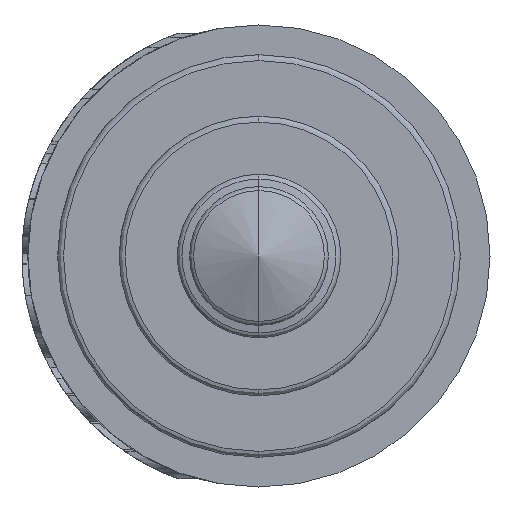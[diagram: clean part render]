
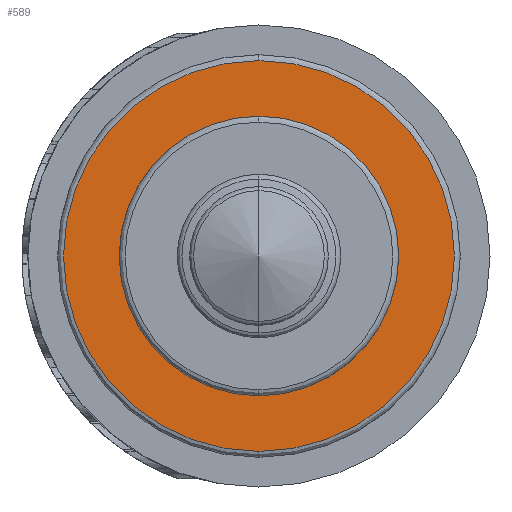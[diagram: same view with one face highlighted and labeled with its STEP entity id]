
A CAD part, left-side view. The second image highlights one B-rep face of the part: STEP entity #589.
In plain terms, the highlighted face is planar.
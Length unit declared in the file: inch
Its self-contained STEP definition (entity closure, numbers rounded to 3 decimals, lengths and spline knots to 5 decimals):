
#66 = EDGE_CURVE ( 'NONE', #121, #154, #1950, .T. ) ;
#121 = VERTEX_POINT ( 'NONE', #2133 ) ;
#154 = VERTEX_POINT ( 'NONE', #2008 ) ;
#422 = VERTEX_POINT ( 'NONE', #2816 ) ;
#438 = EDGE_CURVE ( 'NONE', #422, #481, #2686, .T. ) ;
#481 = VERTEX_POINT ( 'NONE', #2673 ) ;
#578 = ORIENTED_EDGE ( 'NONE', *, *, #591, .T. ) ;
#580 = EDGE_CURVE ( 'NONE', #154, #121, #3135, .T. ) ;
#583 = ORIENTED_EDGE ( 'NONE', *, *, #580, .F. ) ;
#585 = ORIENTED_EDGE ( 'NONE', *, *, #438, .T. ) ;
#588 = ORIENTED_EDGE ( 'NONE', *, *, #66, .F. ) ;
#589 = ADVANCED_FACE ( 'NONE', ( #3197, #3194 ), #3102, .F. ) ;
#590 = EDGE_LOOP ( 'NONE', ( #578, #585 ) ) ;
#591 = EDGE_CURVE ( 'NONE', #481, #422, #3094, .T. ) ;
#659 = EDGE_LOOP ( 'NONE', ( #583, #588 ) ) ;
#1944 = DIRECTION ( 'NONE',  ( -1., 0., 0. ) ) ;
#1945 = DIRECTION ( 'NONE',  ( 0., 0., 1. ) ) ;
#1946 = CARTESIAN_POINT ( 'NONE',  ( 0., 0., 0. ) ) ;
#1947 = AXIS2_PLACEMENT_3D ( 'NONE', #1946, #1945, #1944 ) ;
#1950 = CIRCLE ( 'NONE', #1947, 0.118 ) ;
#2008 = CARTESIAN_POINT ( 'NONE',  ( -0.118, 0., 0. ) ) ;
#2133 = CARTESIAN_POINT ( 'NONE',  ( 0.118, 0., 0. ) ) ;
#2673 = CARTESIAN_POINT ( 'NONE',  ( -0.16493, 0., 0. ) ) ;
#2686 = CIRCLE ( 'NONE', #2732, 0.16493 ) ;
#2729 = DIRECTION ( 'NONE',  ( -1., 0., 0. ) ) ;
#2730 = DIRECTION ( 'NONE',  ( 0., 0., 1. ) ) ;
#2731 = CARTESIAN_POINT ( 'NONE',  ( 0., 0., 0. ) ) ;
#2732 = AXIS2_PLACEMENT_3D ( 'NONE', #2731, #2730, #2729 ) ;
#2816 = CARTESIAN_POINT ( 'NONE',  ( 0.16493, 0., 0. ) ) ;
#3017 = DIRECTION ( 'NONE',  ( -1., 0., 0. ) ) ;
#3018 = DIRECTION ( 'NONE',  ( 0., 0., 1. ) ) ;
#3019 = CARTESIAN_POINT ( 'NONE',  ( 0., 0., 0. ) ) ;
#3090 = DIRECTION ( 'NONE',  ( -1., 0., 0. ) ) ;
#3091 = DIRECTION ( 'NONE',  ( 0., 0., -1. ) ) ;
#3092 = AXIS2_PLACEMENT_3D ( 'NONE', #3019, #3018, #3017 ) ;
#3094 = CIRCLE ( 'NONE', #3092, 0.16493 ) ;
#3095 = DIRECTION ( 'NONE',  ( -1., 0., 0. ) ) ;
#3096 = DIRECTION ( 'NONE',  ( 0., 0., 1. ) ) ;
#3097 = AXIS2_PLACEMENT_3D ( 'NONE', #3193, #3096, #3095 ) ;
#3098 = CARTESIAN_POINT ( 'NONE',  ( 0.17, 0., 0. ) ) ;
#3101 = AXIS2_PLACEMENT_3D ( 'NONE', #3098, #3091, #3090 ) ;
#3102 = PLANE ( 'NONE',  #3101 ) ;
#3135 = CIRCLE ( 'NONE', #3097, 0.118 ) ;
#3193 = CARTESIAN_POINT ( 'NONE',  ( 0., 0., 0. ) ) ;
#3194 = FACE_BOUND ( 'NONE', #659, .T. ) ;
#3197 = FACE_OUTER_BOUND ( 'NONE', #590, .T. ) ;
